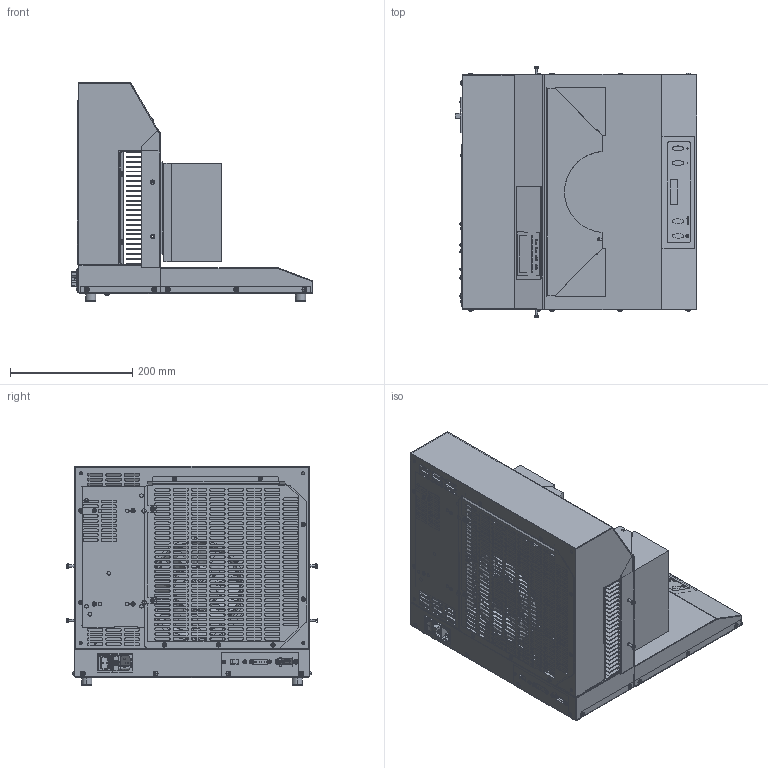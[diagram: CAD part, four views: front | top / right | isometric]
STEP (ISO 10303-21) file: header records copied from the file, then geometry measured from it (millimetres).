
FILE_DESCRIPTION (( 'STEP AP203' ), '1' );
FILE_NAME ('AHP-1200MSP with SLV-2000.STEP', '2017-07-14T20:03:45', ( '' ), ( '' ), 'SwSTEP 2.0', 'SolidWorks 2017', '' );
FILE_SCHEMA (( 'CONFIG_CONTROL_DESIGN' ));
Products named in the file (1): AHP-1200MSP with SLV-2000
Bounding box: 395.39 x 410.42 x 358.82 mm (x, y, z)
Surface area: 2143440.5 mm2 (no closed solid volume)
Topology: 0 solids, 178 shells, 1262 faces, 7448 edges, 6259 vertices
Faces by surface type: plane 637, cylinder 496, sphere 56, cone 36, bspline 23, torus 14
Entity records: 86520 total; most frequent: CARTESIAN_POINT 29124, DIRECTION 12149, ORIENTED_EDGE 9290, EDGE_CURVE 7446, VERTEX_POINT 6259, AXIS2_PLACEMENT_3D 4064, LINE 4021, VECTOR 4021
